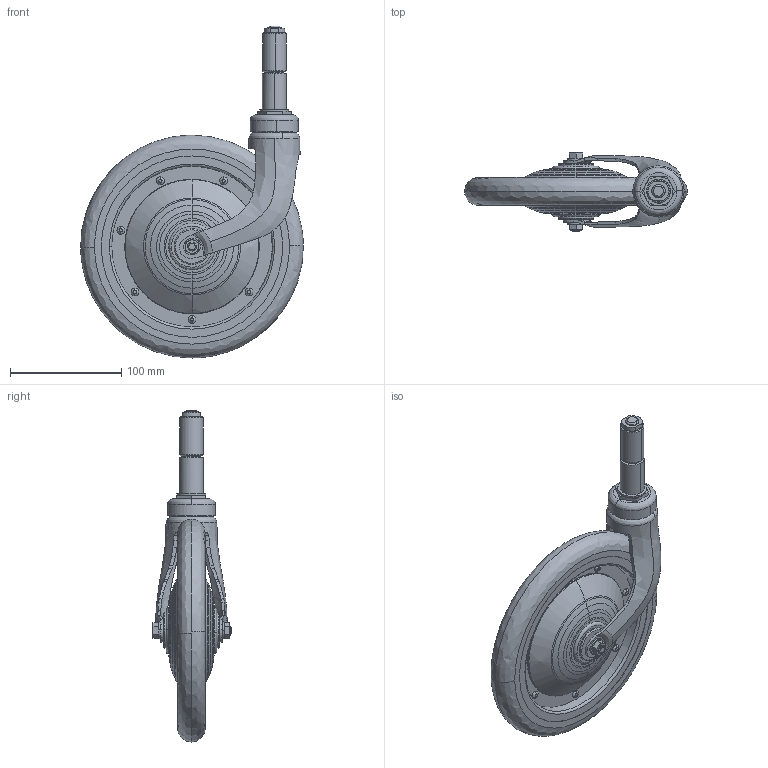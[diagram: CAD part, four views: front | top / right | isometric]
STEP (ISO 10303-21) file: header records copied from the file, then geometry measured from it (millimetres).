
FILE_DESCRIPTION((''),'2;1');
FILE_NAME('','2008-05-07T09:24:07',(''),(''),'','CADfix','');
FILE_SCHEMA(('AUTOMOTIVE_DESIGN { 1 0 10303 214 1 1 1 1 }'));
Length unit declared in the file: millimetre
Bounding box: 199.98 x 71.2 x 298 mm (x, y, z)
Volume: 765415.8 mm3; surface area: 128668.7 mm2
Topology: 4 solids, 4 shells, 361 faces, 1025 edges, 711 vertices
Faces by surface type: bspline 361
Entity records: 20289 total; most frequent: CARTESIAN_POINT 14638, ORIENTED_EDGE 2050, EDGE_CURVE 1025, VERTEX_POINT 711, EDGE_LOOP 408, FACE_OUTER_BOUND 361, ADVANCED_FACE 361, B_SPLINE_CURVE_WITH_KNOTS 316
